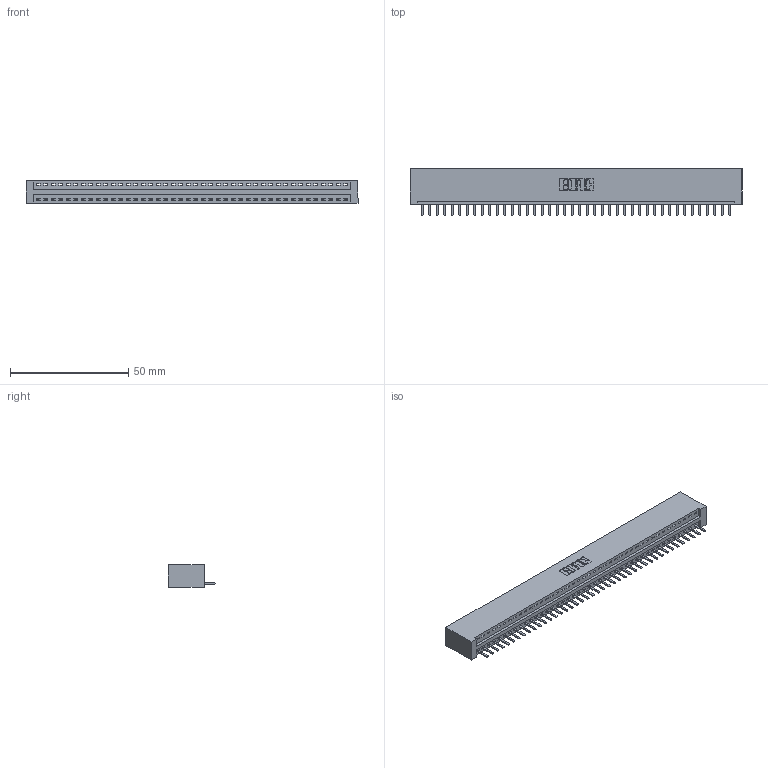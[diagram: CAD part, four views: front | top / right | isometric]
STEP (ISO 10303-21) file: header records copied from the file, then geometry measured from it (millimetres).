
FILE_DESCRIPTION (( 'STEP AP203' ), '1' );
FILE_NAME ('396-042-520-101.STEP', '2018-09-06T23:15:12', ( '' ), ( '' ), 'SwSTEP 2.0', 'SolidWorks 2016', '' );
FILE_SCHEMA (( 'CONFIG_CONTROL_DESIGN' ));
Length unit declared in the file: inch
Products named in the file (3): 346 Part_No Mounting Lugs; 345-292-001_345-293-120; 396-042-520-101
Assembly tree (43 placements, depth 2):
  396-042-520-101
    346 Part_No Mounting Lugs
    345-292-001_345-293-120  x42
Bounding box: 140.59 x 20.02 x 9.4 mm (x, y, z)
Volume: 13886.1 mm3; surface area: 17027.6 mm2
Topology: 43 solids, 43 shells, 2718 faces, 8033 edges, 5242 vertices
Faces by surface type: plane 1836, cylinder 882
Entity records: 25903 total; most frequent: CARTESIAN_POINT 4458, ORIENTED_EDGE 4422, DIRECTION 3915, EDGE_CURVE 2211, LINE 1915, VECTOR 1915, VERTEX_POINT 1470, AXIS2_PLACEMENT_3D 1000
